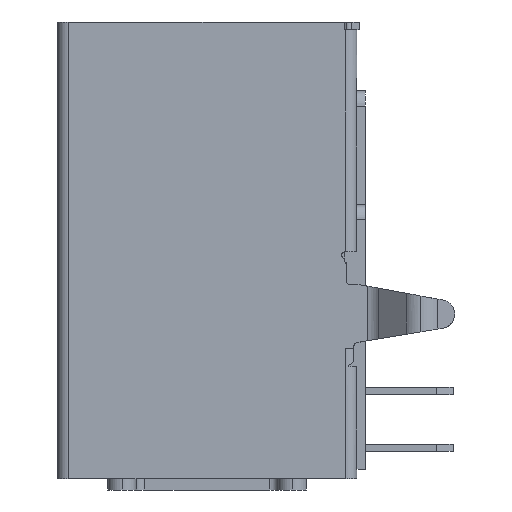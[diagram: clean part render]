
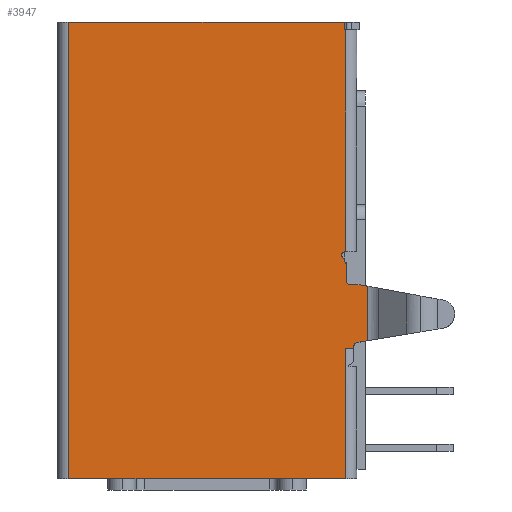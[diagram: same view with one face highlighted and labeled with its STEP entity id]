
A CAD part, left-side view. The second image highlights one B-rep face of the part: STEP entity #3947.
In plain terms, the highlighted planar face has unit normal (-1, 0, 0).
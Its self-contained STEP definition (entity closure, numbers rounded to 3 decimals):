
#1641=VERTEX_POINT('',#4680);
#1703=EDGE_CURVE('',#2983,#2765,#4745,.T.);
#1751=EDGE_CURVE('',#4181,#1781,#4797,.T.);
#1781=VERTEX_POINT('',#4831);
#1799=VERTEX_POINT('',#4849);
#1801=VERTEX_POINT('',#4851);
#1839=EDGE_CURVE('',#3461,#4181,#4892,.T.);
#1901=VERTEX_POINT('',#4960);
#1981=EDGE_CURVE('',#1799,#3937,#5043,.T.);
#2027=EDGE_CURVE('',#3873,#4337,#5092,.T.);
#2109=VERTEX_POINT('',#5183);
#2119=EDGE_CURVE('',#3119,#3651,#5193,.T.);
#2241=EDGE_CURVE('',#3937,#2487,#5322,.T.);
#2321=EDGE_CURVE('',#3921,#1781,#5413,.T.);
#2333=VERTEX_POINT('',#5427);
#2377=EDGE_CURVE('',#4525,#3981,#5474,.T.);
#2487=VERTEX_POINT('',#5595);
#2503=EDGE_CURVE('',#4337,#2811,#5612,.T.);
#2547=VERTEX_POINT('',#5661);
#2627=EDGE_CURVE('',#3981,#2827,#5748,.T.);
#2665=EDGE_CURVE('',#2333,#2547,#5790,.T.);
#2765=VERTEX_POINT('',#5901);
#2811=VERTEX_POINT('',#5954);
#2827=VERTEX_POINT('',#5971);
#2883=EDGE_CURVE('',#3921,#3119,#6028,.T.);
#2917=EDGE_CURVE('',#2333,#2811,#6067,.T.);
#2973=EDGE_CURVE('',#2487,#1641,#6130,.T.);
#2983=VERTEX_POINT('',#6140);
#2993=EDGE_CURVE('',#3461,#2827,#6150,.T.);
#3119=VERTEX_POINT('',#6293);
#3287=EDGE_CURVE('',#1801,#3869,#6479,.T.);
#3461=VERTEX_POINT('',#6662);
#3651=VERTEX_POINT('',#6870);
#3655=EDGE_CURVE('',#2109,#2983,#6874,.T.);
#3853=EDGE_CURVE('',#3869,#2109,#7087,.T.);
#3869=VERTEX_POINT('',#7104);
#3873=VERTEX_POINT('',#7108);
#3903=EDGE_CURVE('',#3651,#3873,#7142,.T.);
#3921=VERTEX_POINT('',#7160);
#3937=VERTEX_POINT('',#7176);
#3947=ADVANCED_FACE('',(#7188),#7189,.T.);
#3981=VERTEX_POINT('',#7223);
#4015=EDGE_CURVE('',#2765,#1901,#7257,.T.);
#4073=EDGE_CURVE('',#1799,#1901,#7320,.T.);
#4143=EDGE_CURVE('',#2547,#1801,#7402,.T.);
#4181=VERTEX_POINT('',#7447);
#4229=EDGE_CURVE('',#4525,#1641,#7499,.T.);
#4337=VERTEX_POINT('',#7614);
#4525=VERTEX_POINT('',#7817);
#4680=CARTESIAN_POINT('',(-6.0,-4.88,-8.094));
#4745=LINE('',#8122,#8123);
#4797=LINE('',#8194,#8195);
#4831=CARTESIAN_POINT('',(-6.0,-4.88,-16.1));
#4849=CARTESIAN_POINT('',(-6.0,-4.88,-8.472));
#4851=CARTESIAN_POINT('',(-6.,-5.08,-9.266));
#4892=LINE('',#8324,#8325);
#4960=CARTESIAN_POINT('',(-6.0,-4.88,-8.5));
#5043=LINE('',#8533,#8534);
#5092=CIRCLE('',#8604,0.159);
#5183=CARTESIAN_POINT('',(-6.,-4.9,-9.087));
#5193=LINE('',#8749,#8750);
#5322=CIRCLE('',#8931,0.128);
#5413=LINE('',#9051,#9052);
#5427=CARTESIAN_POINT('',(-6.0,-5.664,-9.316));
#5474=LINE('',#9140,#9141);
#5595=CARTESIAN_POINT('',(-6.,-4.867,-8.094));
#5612=LINE('',#9322,#9323);
#5661=CARTESIAN_POINT('',(-6.,-5.395,-9.266));
#5748=LINE('',#9515,#9516);
#5790=LINE('',#9562,#9563);
#5901=CARTESIAN_POINT('',(-6.0,-4.899,-8.5));
#5954=CARTESIAN_POINT('',(-6.0,-5.664,-11.236));
#5971=CARTESIAN_POINT('',(-6.0,-4.83,0.));
#6028=LINE('',#9903,#9904);
#6067=LINE('',#9951,#9952);
#6130=CIRCLE('',#10037,0.128);
#6140=CARTESIAN_POINT('',(-6.,-4.9,-8.503));
#6150=LINE('',#10064,#10065);
#6293=CARTESIAN_POINT('',(-6.0,-5.17,-11.5));
#6479=CIRCLE('',#10528,0.159);
#6662=CARTESIAN_POINT('',(-6.,4.88,0.));
#6870=CARTESIAN_POINT('',(-6.,-5.17,-11.468));
#6874=LINE('',#11095,#11096);
#7087=CIRCLE('',#11401,0.159);
#7104=CARTESIAN_POINT('',(-6.,-5.058,-9.268));
#7108=CARTESIAN_POINT('',(-6.,-5.327,-11.287));
#7142=CIRCLE('',#11482,0.159);
#7160=CARTESIAN_POINT('',(-6.0,-4.88,-11.5));
#7176=CARTESIAN_POINT('',(-6.,-4.766,-8.3));
#7188=FACE_OUTER_BOUND('',#11553,.T.);
#7189=PLANE('',#11554);
#7223=CARTESIAN_POINT('',(-6.,-4.83,-0.27));
#7257=LINE('',#11662,#11663);
#7320=LINE('',#11754,#11755);
#7402=LINE('',#11861,#11862);
#7447=CARTESIAN_POINT('',(-6.,4.88,-16.1));
#7499=LINE('',#11989,#11990);
#7614=CARTESIAN_POINT('',(-6.,-5.35,-11.289));
#7817=CARTESIAN_POINT('',(-6.0,-4.88,-0.27));
#8122=CARTESIAN_POINT('',(-6.,-1.434,-3.302));
#8123=VECTOR('',#12669,1.0);
#8194=CARTESIAN_POINT('',(-6.0,4.88,-16.1));
#8195=VECTOR('',#12718,1.0);
#8324=CARTESIAN_POINT('',(-6.,4.88,0.));
#8325=VECTOR('',#12806,1.0);
#8533=CARTESIAN_POINT('',(-6.,-1.434,-3.302));
#8534=VECTOR('',#12938,1.0);
#8604=AXIS2_PLACEMENT_3D('',#12985,#12986,#12987);
#8749=CARTESIAN_POINT('',(-6.,-5.17,-5.936));
#8750=VECTOR('',#13096,1.0);
#8931=AXIS2_PLACEMENT_3D('',#13197,#13198,#13199);
#9051=CARTESIAN_POINT('',(-6.0,-4.88,0.));
#9052=VECTOR('',#13316,1.0);
#9140=CARTESIAN_POINT('',(-6.,-0.338,-0.27));
#9141=VECTOR('',#13377,1.0);
#9322=CARTESIAN_POINT('',(-6.,-1.288,-11.965));
#9323=VECTOR('',#13517,1.0);
#9515=CARTESIAN_POINT('',(-6.,-4.83,0.182));
#9516=VECTOR('',#13655,1.0);
#9562=CARTESIAN_POINT('',(-6.,-1.06,-8.466));
#9563=VECTOR('',#13718,1.0);
#9903=CARTESIAN_POINT('',(-6.0,-5.664,-11.5));
#9904=VECTOR('',#14022,1.0);
#9951=CARTESIAN_POINT('',(-6.0,-5.664,-8.5));
#9952=VECTOR('',#14073,1.0);
#10037=AXIS2_PLACEMENT_3D('',#14152,#14153,#14154);
#10064=CARTESIAN_POINT('',(-6.0,4.88,0.));
#10065=VECTOR('',#14163,1.0);
#10528=AXIS2_PLACEMENT_3D('',#14623,#14624,#14625);
#11095=CARTESIAN_POINT('',(-6.,-4.9,-4.543));
#11096=VECTOR('',#15076,1.0);
#11401=AXIS2_PLACEMENT_3D('',#15280,#15281,#15282);
#11482=AXIS2_PLACEMENT_3D('',#15353,#15354,#15355);
#11553=EDGE_LOOP('',(#15402,#15403,#15404,#15405,#15406,#15407,#15408,#15409,#15410,#15411,#15412,#15413,#15414,#15415,#15416,#15417,#15418,#15419,#15420,#15421,#15422,#15423,#15424,#15425));
#11554=AXIS2_PLACEMENT_3D('',#15426,#15427,#15428);
#11662=CARTESIAN_POINT('',(-6.0,-5.664,-8.5));
#11663=VECTOR('',#15461,1.0);
#11754=CARTESIAN_POINT('',(-6.0,-4.88,0.));
#11755=VECTOR('',#15519,1.0);
#11861=CARTESIAN_POINT('',(-6.,-0.257,-9.266));
#11862=VECTOR('',#15665,1.0);
#11989=CARTESIAN_POINT('',(-6.0,-4.88,0.));
#11990=VECTOR('',#15778,1.0);
#12669=DIRECTION('',(0.,0.555,0.832));
#12718=DIRECTION('',(0.0,-1.0,-0.0));
#12806=DIRECTION('',(0.,0.0,-1.0));
#12938=DIRECTION('',(0.,0.555,0.832));
#12985=CARTESIAN_POINT('',(-6.,-5.327,-11.446));
#12986=DIRECTION('',(1.0,0.0,0.));
#12987=DIRECTION('',(0.,0.0,1.0));
#13096=DIRECTION('',(0.,0.0,1.0));
#13197=CARTESIAN_POINT('',(-6.,-4.867,-8.222));
#13198=DIRECTION('',(1.0,0.0,0.));
#13199=DIRECTION('',(0.,0.0,1.0));
#13316=DIRECTION('',(0.,0.0,-1.0));
#13377=DIRECTION('',(0.0,1.0,0.0));
#13517=DIRECTION('',(0.,-0.986,0.164));
#13655=DIRECTION('',(0.,0.0,1.0));
#13718=DIRECTION('',(0.,0.983,0.182));
#14022=DIRECTION('',(0.0,-1.0,0.0));
#14073=DIRECTION('',(0.,0.0,-1.0));
#14152=CARTESIAN_POINT('',(-6.,-4.867,-8.222));
#14153=DIRECTION('',(1.0,0.0,0.));
#14154=DIRECTION('',(0.,0.0,1.0));
#14163=DIRECTION('',(0.0,-1.0,-0.0));
#14623=CARTESIAN_POINT('',(-6.,-5.058,-9.109));
#14624=DIRECTION('',(1.0,0.0,0.));
#14625=DIRECTION('',(0.,0.0,1.0));
#15076=DIRECTION('',(0.,0.0,1.0));
#15280=CARTESIAN_POINT('',(-6.,-5.058,-9.109));
#15281=DIRECTION('',(1.0,0.0,0.));
#15282=DIRECTION('',(0.,0.0,1.0));
#15353=CARTESIAN_POINT('',(-6.,-5.327,-11.446));
#15354=DIRECTION('',(1.0,0.0,0.));
#15355=DIRECTION('',(0.,0.0,1.0));
#15402=ORIENTED_EDGE('',*,*,#2241,.T.);
#15403=ORIENTED_EDGE('',*,*,#2973,.T.);
#15404=ORIENTED_EDGE('',*,*,#4229,.F.);
#15405=ORIENTED_EDGE('',*,*,#2377,.T.);
#15406=ORIENTED_EDGE('',*,*,#2627,.T.);
#15407=ORIENTED_EDGE('',*,*,#2993,.F.);
#15408=ORIENTED_EDGE('',*,*,#1839,.T.);
#15409=ORIENTED_EDGE('',*,*,#1751,.T.);
#15410=ORIENTED_EDGE('',*,*,#2321,.F.);
#15411=ORIENTED_EDGE('',*,*,#2883,.T.);
#15412=ORIENTED_EDGE('',*,*,#2119,.T.);
#15413=ORIENTED_EDGE('',*,*,#3903,.T.);
#15414=ORIENTED_EDGE('',*,*,#2027,.T.);
#15415=ORIENTED_EDGE('',*,*,#2503,.T.);
#15416=ORIENTED_EDGE('',*,*,#2917,.F.);
#15417=ORIENTED_EDGE('',*,*,#2665,.T.);
#15418=ORIENTED_EDGE('',*,*,#4143,.T.);
#15419=ORIENTED_EDGE('',*,*,#3287,.T.);
#15420=ORIENTED_EDGE('',*,*,#3853,.T.);
#15421=ORIENTED_EDGE('',*,*,#3655,.T.);
#15422=ORIENTED_EDGE('',*,*,#1703,.T.);
#15423=ORIENTED_EDGE('',*,*,#4015,.T.);
#15424=ORIENTED_EDGE('',*,*,#4073,.F.);
#15425=ORIENTED_EDGE('',*,*,#1981,.T.);
#15426=CARTESIAN_POINT('',(-6.,4.88,0.));
#15427=DIRECTION('',(-1.0,0.0,0.));
#15428=DIRECTION('',(0.0,1.0,0.0));
#15461=DIRECTION('',(0.0,1.0,0.0));
#15519=DIRECTION('',(0.,0.0,-1.0));
#15665=DIRECTION('',(0.0,1.0,0.0));
#15778=DIRECTION('',(0.,0.0,-1.0));
